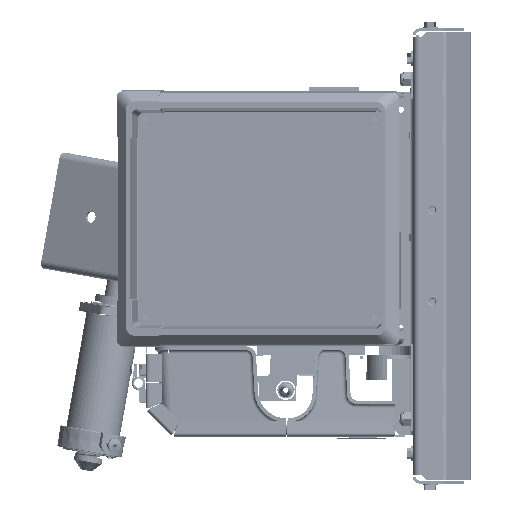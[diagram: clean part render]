
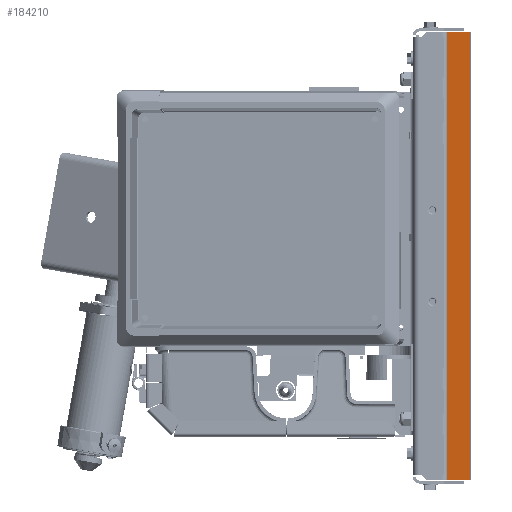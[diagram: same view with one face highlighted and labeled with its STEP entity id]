
A CAD part, left-side view. The second image highlights one B-rep face of the part: STEP entity #184210.
In plain terms, the highlighted planar face has unit normal (-0.5, -0.866, 0).
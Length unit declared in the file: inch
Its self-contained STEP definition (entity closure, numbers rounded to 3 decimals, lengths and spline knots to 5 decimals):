
#3568 = LINE ( 'NONE', #169958, #47122 ) ;
#11249 = DIRECTION ( 'NONE',  ( 0., 0., 1. ) ) ;
#24454 = DIRECTION ( 'NONE',  ( 0.866, -0.5, 0. ) ) ;
#25481 = LINE ( 'NONE', #162230, #143146 ) ;
#27283 = ORIENTED_EDGE ( 'NONE', *, *, #125639, .T. ) ;
#42388 = DIRECTION ( 'NONE',  ( 0., 0., 1. ) ) ;
#47122 = VECTOR ( 'NONE', #109556, 39.37008 ) ;
#47321 = EDGE_CURVE ( 'NONE', #193804, #49044, #25481, .T. ) ;
#49044 = VERTEX_POINT ( 'NONE', #104156 ) ;
#70841 = EDGE_CURVE ( 'NONE', #193804, #75826, #109114, .T. ) ;
#75826 = VERTEX_POINT ( 'NONE', #135875 ) ;
#83600 = LINE ( 'NONE', #144062, #86845 ) ;
#84923 = DIRECTION ( 'NONE',  ( 0.5, 0.866, 0. ) ) ;
#86845 = VECTOR ( 'NONE', #11249, 39.37008 ) ;
#87880 = CARTESIAN_POINT ( 'NONE',  ( 3.72367, -77.80898, 308.17509 ) ) ;
#93927 = FACE_OUTER_BOUND ( 'NONE', #110756, .T. ) ;
#104156 = CARTESIAN_POINT ( 'NONE',  ( 3.67842, -77.78286, 324.10009 ) ) ;
#107454 = CARTESIAN_POINT ( 'NONE',  ( 2.2502, -76.95827, 324.10009 ) ) ;
#109114 = LINE ( 'NONE', #167580, #165068 ) ;
#109556 = DIRECTION ( 'NONE',  ( -0.866, 0.5, 0. ) ) ;
#109683 = ORIENTED_EDGE ( 'NONE', *, *, #47321, .T. ) ;
#110073 = DIRECTION ( 'NONE',  ( -0.866, 0.5, 0. ) ) ;
#110756 = EDGE_LOOP ( 'NONE', ( #129595, #132753, #109683, #27283 ) ) ;
#113808 = AXIS2_PLACEMENT_3D ( 'NONE', #87880, #84923, #24454 ) ;
#114666 = CARTESIAN_POINT ( 'NONE',  ( 3.67842, -77.78286, 308.17509 ) ) ;
#125639 = EDGE_CURVE ( 'NONE', #49044, #166013, #3568, .T. ) ;
#126655 = PLANE ( 'NONE',  #113808 ) ;
#129595 = ORIENTED_EDGE ( 'NONE', *, *, #148653, .F. ) ;
#132753 = ORIENTED_EDGE ( 'NONE', *, *, #70841, .F. ) ;
#135875 = CARTESIAN_POINT ( 'NONE',  ( 2.2502, -76.95827, 308.17509 ) ) ;
#143146 = VECTOR ( 'NONE', #42388, 39.37008 ) ;
#144062 = CARTESIAN_POINT ( 'NONE',  ( 2.2502, -76.95827, 308.17509 ) ) ;
#148653 = EDGE_CURVE ( 'NONE', #75826, #166013, #83600, .T. ) ;
#162230 = CARTESIAN_POINT ( 'NONE',  ( 3.67842, -77.78286, 308.17509 ) ) ;
#165068 = VECTOR ( 'NONE', #110073, 39.37008 ) ;
#166013 = VERTEX_POINT ( 'NONE', #107454 ) ;
#167580 = CARTESIAN_POINT ( 'NONE',  ( 3.72367, -77.80898, 308.17509 ) ) ;
#169958 = CARTESIAN_POINT ( 'NONE',  ( 3.72367, -77.80898, 324.10009 ) ) ;
#184210 = ADVANCED_FACE ( 'NONE', ( #93927 ), #126655, .F. ) ;
#193804 = VERTEX_POINT ( 'NONE', #114666 ) ;
